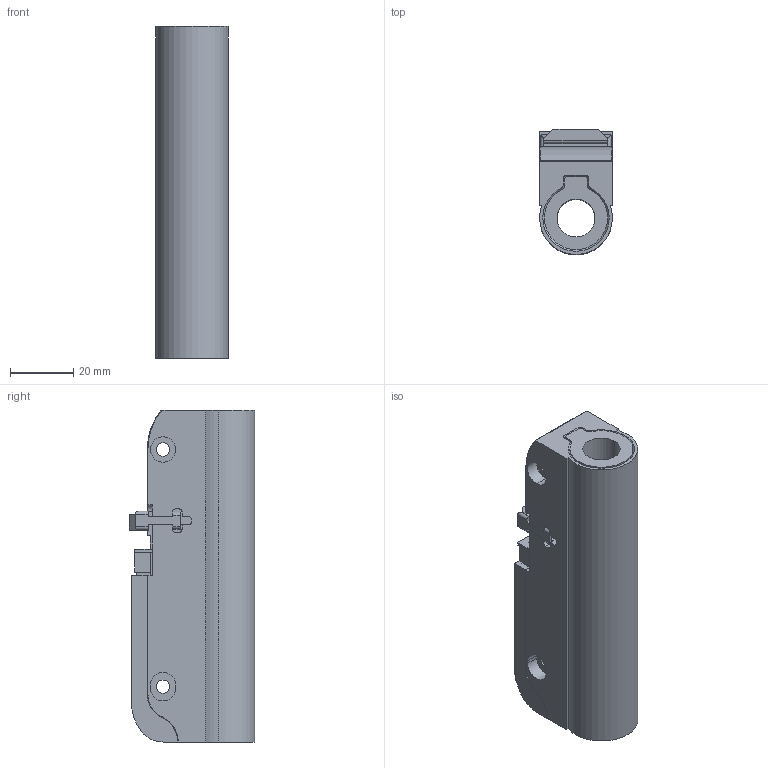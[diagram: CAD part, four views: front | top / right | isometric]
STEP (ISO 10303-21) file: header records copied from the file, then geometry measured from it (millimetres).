
FILE_DESCRIPTION (( 'STEP AP214' ), '1' );
FILE_NAME ('PS02-23Sx80-F.STEP', '2010-09-28T08:31:33', ( '' ), ( '' ), 'SwSTEP 2.0', 'SolidWorks 2010', '' );
FILE_SCHEMA (( 'AUTOMOTIVE_DESIGN' ));
Length unit declared in the file: millimetre
Products named in the file (1): PS02-23Sx80-F
Bounding box: 23 x 39.7 x 105 mm (x, y, z)
Volume: 68641.7 mm3; surface area: 18904.3 mm2
Topology: 1 solids, 1 shells, 230 faces, 647 edges, 419 vertices
Faces by surface type: plane 140, cylinder 66, cone 20, bspline 4
Entity records: 10000 total; most frequent: CARTESIAN_POINT 1436, ORIENTED_EDGE 1294, DIRECTION 1214, EDGE_CURVE 647, VECTOR 460, LINE 460, VERTEX_POINT 419, AXIS2_PLACEMENT_3D 377
